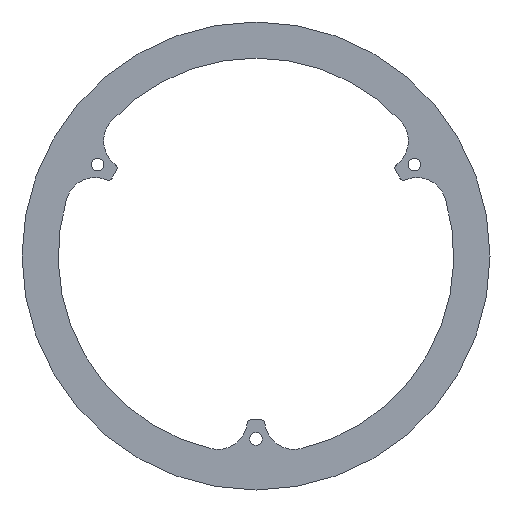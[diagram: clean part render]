
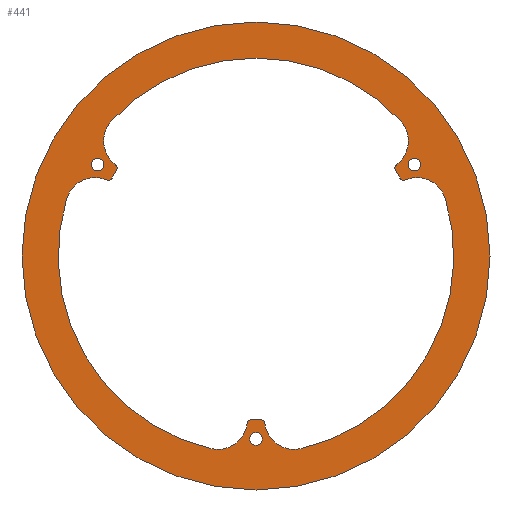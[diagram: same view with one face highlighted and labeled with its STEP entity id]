
A CAD part, front view. The second image highlights one B-rep face of the part: STEP entity #441.
In plain terms, the highlighted planar face has unit normal (0, -1, 0).
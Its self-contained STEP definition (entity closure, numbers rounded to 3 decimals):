
#15=FACE_BOUND('',#55,.T.);
#16=FACE_BOUND('',#56,.T.);
#17=FACE_BOUND('',#57,.T.);
#18=FACE_BOUND('',#58,.T.);
#24=PLANE('',#481);
#30=FACE_OUTER_BOUND('',#54,.T.);
#54=EDGE_LOOP('',(#296));
#55=EDGE_LOOP('',(#297));
#56=EDGE_LOOP('',(#298,#299,#300,#301,#302,#303,#304,#305,#306,#307,#308,
#309,#310,#311,#312,#313,#314,#315));
#57=EDGE_LOOP('',(#316));
#58=EDGE_LOOP('',(#317));
#86=LINE('',#705,#114);
#89=LINE('',#723,#117);
#90=LINE('',#735,#118);
#114=VECTOR('',#551,10.);
#117=VECTOR('',#568,10.);
#118=VECTOR('',#579,10.);
#141=CIRCLE('',#479,1.);
#142=CIRCLE('',#482,55.);
#143=CIRCLE('',#483,1.5);
#144=CIRCLE('',#484,7.);
#145=CIRCLE('',#485,46.5);
#146=CIRCLE('',#486,7.);
#147=CIRCLE('',#487,1.);
#148=CIRCLE('',#488,1.);
#149=CIRCLE('',#489,7.);
#150=CIRCLE('',#490,46.5);
#151=CIRCLE('',#491,7.);
#152=CIRCLE('',#492,1.);
#153=CIRCLE('',#493,1.);
#154=CIRCLE('',#494,7.);
#155=CIRCLE('',#495,46.5);
#156=CIRCLE('',#496,7.);
#157=CIRCLE('',#497,1.);
#158=CIRCLE('',#498,1.5);
#159=CIRCLE('',#499,1.5);
#180=VERTEX_POINT('',#698);
#181=VERTEX_POINT('',#700);
#182=VERTEX_POINT('',#704);
#184=VERTEX_POINT('',#710);
#185=VERTEX_POINT('',#712);
#186=VERTEX_POINT('',#714);
#187=VERTEX_POINT('',#716);
#188=VERTEX_POINT('',#718);
#189=VERTEX_POINT('',#720);
#190=VERTEX_POINT('',#722);
#191=VERTEX_POINT('',#724);
#192=VERTEX_POINT('',#726);
#193=VERTEX_POINT('',#728);
#194=VERTEX_POINT('',#730);
#195=VERTEX_POINT('',#732);
#196=VERTEX_POINT('',#734);
#197=VERTEX_POINT('',#736);
#198=VERTEX_POINT('',#738);
#199=VERTEX_POINT('',#740);
#200=VERTEX_POINT('',#742);
#201=VERTEX_POINT('',#745);
#202=VERTEX_POINT('',#747);
#224=EDGE_CURVE('',#180,#181,#141,.T.);
#226=EDGE_CURVE('',#181,#182,#86,.T.);
#229=EDGE_CURVE('',#184,#184,#142,.T.);
#230=EDGE_CURVE('',#185,#185,#143,.T.);
#231=EDGE_CURVE('',#186,#180,#144,.T.);
#232=EDGE_CURVE('',#187,#186,#145,.T.);
#233=EDGE_CURVE('',#188,#187,#146,.T.);
#234=EDGE_CURVE('',#189,#188,#147,.T.);
#235=EDGE_CURVE('',#190,#189,#89,.T.);
#236=EDGE_CURVE('',#191,#190,#148,.T.);
#237=EDGE_CURVE('',#192,#191,#149,.T.);
#238=EDGE_CURVE('',#193,#192,#150,.T.);
#239=EDGE_CURVE('',#194,#193,#151,.T.);
#240=EDGE_CURVE('',#195,#194,#152,.T.);
#241=EDGE_CURVE('',#196,#195,#90,.T.);
#242=EDGE_CURVE('',#197,#196,#153,.T.);
#243=EDGE_CURVE('',#198,#197,#154,.T.);
#244=EDGE_CURVE('',#199,#198,#155,.T.);
#245=EDGE_CURVE('',#200,#199,#156,.T.);
#246=EDGE_CURVE('',#182,#200,#157,.T.);
#247=EDGE_CURVE('',#201,#201,#158,.T.);
#248=EDGE_CURVE('',#202,#202,#159,.T.);
#296=ORIENTED_EDGE('',*,*,#229,.F.);
#297=ORIENTED_EDGE('',*,*,#230,.F.);
#298=ORIENTED_EDGE('',*,*,#224,.F.);
#299=ORIENTED_EDGE('',*,*,#231,.F.);
#300=ORIENTED_EDGE('',*,*,#232,.F.);
#301=ORIENTED_EDGE('',*,*,#233,.F.);
#302=ORIENTED_EDGE('',*,*,#234,.F.);
#303=ORIENTED_EDGE('',*,*,#235,.F.);
#304=ORIENTED_EDGE('',*,*,#236,.F.);
#305=ORIENTED_EDGE('',*,*,#237,.F.);
#306=ORIENTED_EDGE('',*,*,#238,.F.);
#307=ORIENTED_EDGE('',*,*,#239,.F.);
#308=ORIENTED_EDGE('',*,*,#240,.F.);
#309=ORIENTED_EDGE('',*,*,#241,.F.);
#310=ORIENTED_EDGE('',*,*,#242,.F.);
#311=ORIENTED_EDGE('',*,*,#243,.F.);
#312=ORIENTED_EDGE('',*,*,#244,.F.);
#313=ORIENTED_EDGE('',*,*,#245,.F.);
#314=ORIENTED_EDGE('',*,*,#246,.F.);
#315=ORIENTED_EDGE('',*,*,#226,.F.);
#316=ORIENTED_EDGE('',*,*,#247,.F.);
#317=ORIENTED_EDGE('',*,*,#248,.F.);
#441=ADVANCED_FACE('',(#30,#15,#16,#17,#18),#24,.F.);
#479=AXIS2_PLACEMENT_3D('',#701,#546,#547);
#481=AXIS2_PLACEMENT_3D('',#709,#554,#555);
#482=AXIS2_PLACEMENT_3D('',#711,#556,#557);
#483=AXIS2_PLACEMENT_3D('',#713,#558,#559);
#484=AXIS2_PLACEMENT_3D('',#715,#560,#561);
#485=AXIS2_PLACEMENT_3D('',#717,#562,#563);
#486=AXIS2_PLACEMENT_3D('',#719,#564,#565);
#487=AXIS2_PLACEMENT_3D('',#721,#566,#567);
#488=AXIS2_PLACEMENT_3D('',#725,#569,#570);
#489=AXIS2_PLACEMENT_3D('',#727,#571,#572);
#490=AXIS2_PLACEMENT_3D('',#729,#573,#574);
#491=AXIS2_PLACEMENT_3D('',#731,#575,#576);
#492=AXIS2_PLACEMENT_3D('',#733,#577,#578);
#493=AXIS2_PLACEMENT_3D('',#737,#580,#581);
#494=AXIS2_PLACEMENT_3D('',#739,#582,#583);
#495=AXIS2_PLACEMENT_3D('',#741,#584,#585);
#496=AXIS2_PLACEMENT_3D('',#743,#586,#587);
#497=AXIS2_PLACEMENT_3D('',#744,#588,#589);
#498=AXIS2_PLACEMENT_3D('',#746,#590,#591);
#499=AXIS2_PLACEMENT_3D('',#748,#592,#593);
#546=DIRECTION('center_axis',(0.,1.,0.));
#547=DIRECTION('ref_axis',(0.98,0.,0.198));
#551=DIRECTION('',(-0.5,0.,-0.866));
#554=DIRECTION('center_axis',(0.,1.,0.));
#555=DIRECTION('ref_axis',(-1.,0.,0.));
#556=DIRECTION('center_axis',(0.,1.,0.));
#557=DIRECTION('ref_axis',(-1.,0.,0.));
#558=DIRECTION('center_axis',(0.,-1.,0.));
#559=DIRECTION('ref_axis',(-1.,0.,0.));
#560=DIRECTION('center_axis',(0.,-1.,0.));
#561=DIRECTION('ref_axis',(-0.5,0.,-0.866));
#562=DIRECTION('center_axis',(0.,-1.,0.));
#563=DIRECTION('ref_axis',(-0.75,0.,0.661));
#564=DIRECTION('center_axis',(0.,-1.,0.));
#565=DIRECTION('ref_axis',(0.729,0.,0.684));
#566=DIRECTION('center_axis',(0.,1.,0.));
#567=DIRECTION('ref_axis',(-0.98,0.,0.198));
#568=DIRECTION('',(-0.5,0.,0.866));
#569=DIRECTION('center_axis',(0.,1.,0.));
#570=DIRECTION('ref_axis',(-0.319,0.,-0.948));
#571=DIRECTION('center_axis',(0.,-1.,0.));
#572=DIRECTION('ref_axis',(-0.5,0.,0.866));
#573=DIRECTION('center_axis',(0.,-1.,0.));
#574=DIRECTION('ref_axis',(0.948,0.,0.319));
#575=DIRECTION('center_axis',(0.,-1.,0.));
#576=DIRECTION('ref_axis',(0.228,0.,-0.974));
#577=DIRECTION('center_axis',(0.,1.,0.));
#578=DIRECTION('ref_axis',(0.661,0.,0.75));
#579=DIRECTION('',(1.,0.,0.));
#580=DIRECTION('center_axis',(0.,1.,0.));
#581=DIRECTION('ref_axis',(-0.661,0.,0.75));
#582=DIRECTION('center_axis',(0.,-1.,0.));
#583=DIRECTION('ref_axis',(1.,0.,0.));
#584=DIRECTION('center_axis',(0.,-1.,0.));
#585=DIRECTION('ref_axis',(-0.198,0.,-0.98));
#586=DIRECTION('center_axis',(0.,-1.,0.));
#587=DIRECTION('ref_axis',(-0.957,0.,0.29));
#588=DIRECTION('center_axis',(0.,1.,0.));
#589=DIRECTION('ref_axis',(0.319,0.,-0.948));
#590=DIRECTION('center_axis',(0.,-1.,0.));
#591=DIRECTION('ref_axis',(-1.,0.,0.));
#592=DIRECTION('center_axis',(0.,-1.,0.));
#593=DIRECTION('ref_axis',(-1.,0.,0.));
#698=CARTESIAN_POINT('',(-33.039,2.,21.448));
#700=CARTESIAN_POINT('',(-32.777,2.,20.151));
#701=CARTESIAN_POINT('Origin',(-33.643,2.,20.651));
#704=CARTESIAN_POINT('',(-33.84,2.,18.31));
#705=CARTESIAN_POINT('',(-34.308,2.,17.498));
#709=CARTESIAN_POINT('Origin',(0.,2.,0.));
#710=CARTESIAN_POINT('',(55.,2.,0.));
#711=CARTESIAN_POINT('Origin',(0.,2.,0.));
#712=CARTESIAN_POINT('',(1.5,2.,-43.));
#713=CARTESIAN_POINT('Origin',(0.,2.,-43.));
#714=CARTESIAN_POINT('',(-33.913,2.,31.814));
#715=CARTESIAN_POINT('Origin',(-28.808,2.,27.025));
#716=CARTESIAN_POINT('',(33.913,2.,31.814));
#717=CARTESIAN_POINT('Origin',(0.,2.,0.));
#718=CARTESIAN_POINT('',(33.039,2.,21.448));
#719=CARTESIAN_POINT('Origin',(28.808,2.,27.025));
#720=CARTESIAN_POINT('',(32.777,2.,20.151));
#721=CARTESIAN_POINT('Origin',(33.643,2.,20.651));
#722=CARTESIAN_POINT('',(33.84,2.,18.31));
#723=CARTESIAN_POINT('',(32.308,2.,20.963));
#724=CARTESIAN_POINT('',(35.093,2.,17.888));
#725=CARTESIAN_POINT('Origin',(34.706,2.,18.81));
#726=CARTESIAN_POINT('',(44.508,2.,13.463));
#727=CARTESIAN_POINT('Origin',(37.808,2.,11.436));
#728=CARTESIAN_POINT('',(10.595,2.,-45.277));
#729=CARTESIAN_POINT('Origin',(0.,2.,0.));
#730=CARTESIAN_POINT('',(2.055,2.,-39.336));
#731=CARTESIAN_POINT('Origin',(9.,2.,-38.461));
#732=CARTESIAN_POINT('',(1.063,2.,-38.461));
#733=CARTESIAN_POINT('Origin',(1.063,2.,-39.461));
#734=CARTESIAN_POINT('',(-1.063,2.,-38.461));
#735=CARTESIAN_POINT('',(2.,2.,-38.461));
#736=CARTESIAN_POINT('',(-2.055,2.,-39.336));
#737=CARTESIAN_POINT('Origin',(-1.063,2.,-39.461));
#738=CARTESIAN_POINT('',(-10.595,2.,-45.277));
#739=CARTESIAN_POINT('Origin',(-9.,2.,-38.461));
#740=CARTESIAN_POINT('',(-44.508,2.,13.463));
#741=CARTESIAN_POINT('Origin',(0.,2.,0.));
#742=CARTESIAN_POINT('',(-35.093,2.,17.888));
#743=CARTESIAN_POINT('Origin',(-37.808,2.,11.436));
#744=CARTESIAN_POINT('Origin',(-34.706,2.,18.81));
#745=CARTESIAN_POINT('',(-35.739,2.,21.5));
#746=CARTESIAN_POINT('Origin',(-37.239,2.,21.5));
#747=CARTESIAN_POINT('',(38.739,2.,21.5));
#748=CARTESIAN_POINT('Origin',(37.239,2.,21.5));
